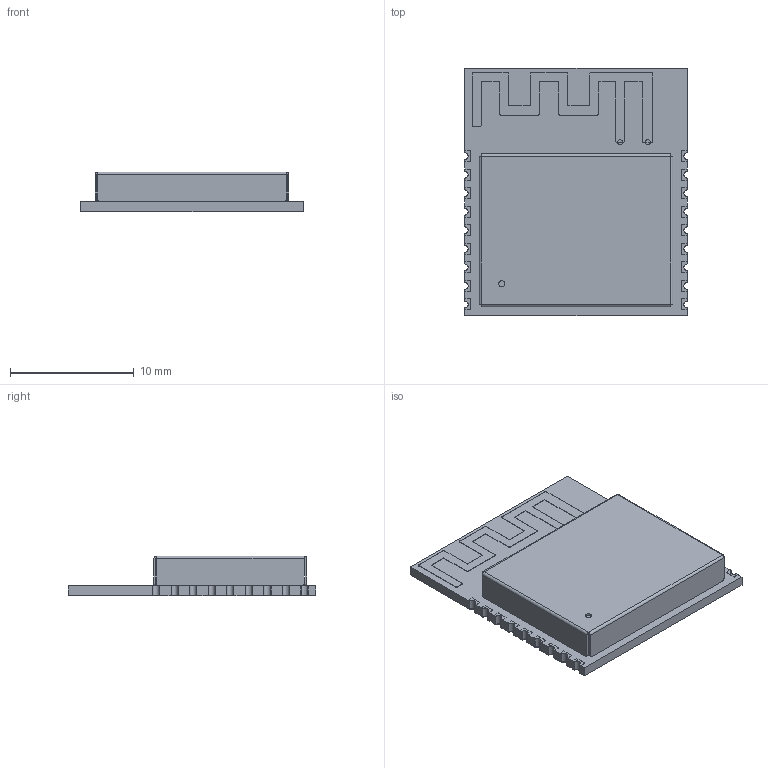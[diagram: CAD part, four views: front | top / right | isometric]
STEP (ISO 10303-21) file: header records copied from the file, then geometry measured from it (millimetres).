
FILE_DESCRIPTION (( 'STEP AP214' ), '1' );
FILE_NAME ('ESP8684-WROOM-02C_V1-20240311.STEP', '2024-03-11T09:03:24', ( 'Windows User' ), ( 'P R C' ), 'SwSTEP 2.0', 'SolidWorks 2022', '' );
FILE_SCHEMA (( 'AUTOMOTIVE_DESIGN' ));
Length unit declared in the file: millimetre
Products named in the file (30): Submodel-QFN24_0P5_4_E2P8_part_QFN24_0P5_4_E2P8; ESP32-C3-WROOM-02D_shielding_case; ESP8684-WROOM-02C_V1-20240311; Submodel-D__3D_design_ESP8684_module_Module_ESP8684-WROOM-02C_PCB_ESP8684-WROOM-02C_V1.0_20220616_PCB_3D_ImportedPartModels_XTAL3225_20210301.STEP; uid__1820; Submodel-D__3D_design_ESP8684_module_Module_ESP8684-WROOM-02C_PCB_ESP8684-WROOM-02C_V1.0_20220616_PCB_3D_ImportedPartModels_L0201_20210301.STEP; L0201_20210301.xtd; Submodel-C0402_part_C0402; ESP8684-QFN24.xtd; Submodel-C0201_part_C0201; R0201_20210301.xtd; Submodel-D__3D_design_ESP8684_module_Module_ESP8684-WROOM-02C_PCB_ESP8684-WROOM-02C_V1.0_20220616_PCB_3D_ImportedPartModels_C0402_20210301.STEP; 复件 Submodel-MINI-ANT-TYPEB_668419613_part^MINI-ANT-TYPE-B; Submodel-D__3D_design_ESP8684_module_Module_ESP8684-WROOM-02C_PCB_ESP8684-WROOM-02C_V1.0_20220616_PCB_3D_ImportedPartModels_ESP8684-QFN24.STEP; C0402_20210301.xtd; Submodel-XTAL3225_part_XTAL3225; Submodel-R0201_part_R0201; pad-0.8mm; Submodel-D__3D_design_ESP8684_module_Module_ESP8684-WROOM-02C_PCB_ESP8684-WROOM-02C_V1.0_20220616_PCB_3D_ImportedPartModels_C0201_20210301.STEP; XTAL3225_20210301.xtd; Submodel-D__3D_design_ESP8684_module_Module_ESP8684-WROOM-02C_PCB_ESP8684-WROOM-02C_V1.0_20220616_PCB_3D_ImportedPartModels_R0201_20210301.STEP; Imported; C0201_20210301.xtd; Submodel-D__3D_design_ESP8684_module_Module_ESP8684-WROOM-02C_PCB_ESP8684-WROOM-02C_V1.0_20220616_PCB_3D_ImportedPartModels_DFN1006.STEP; Submodel-L0201_part_L0201; trace_1^复件 Submodel-MINI-ANT-TYPEB_668419613_part_MINI-ANT-TYPE-B; Submodel-SOD882_part_SOD882; DesignRootModel; DFN1006.xtd; MINI-ANT-TYPE-B
Assembly tree (58 placements, depth 5):
  ESP8684-WROOM-02C_V1-20240311
    DesignRootModel
      uid__1820
      Submodel-QFN24_0P5_4_E2P8_part_QFN24_0P5_4_E2P8
        Submodel-D__3D_design_ESP8684_module_Module_ESP8684-WROOM-02C_PCB_ESP8684-WROOM-02C_V1.0_20220616_PCB_3D_ImportedPartModels_ESP8684-QFN24.STEP
          ESP8684-QFN24.xtd
      Submodel-R0201_part_R0201  x3
        Submodel-D__3D_design_ESP8684_module_Module_ESP8684-WROOM-02C_PCB_ESP8684-WROOM-02C_V1.0_20220616_PCB_3D_ImportedPartModels_R0201_20210301.STEP
          R0201_20210301.xtd
      Submodel-XTAL3225_part_XTAL3225
        Submodel-D__3D_design_ESP8684_module_Module_ESP8684-WROOM-02C_PCB_ESP8684-WROOM-02C_V1.0_20220616_PCB_3D_ImportedPartModels_XTAL3225_20210301.STEP
          XTAL3225_20210301.xtd
      Submodel-L0201_part_L0201  x2
        Submodel-D__3D_design_ESP8684_module_Module_ESP8684-WROOM-02C_PCB_ESP8684-WROOM-02C_V1.0_20220616_PCB_3D_ImportedPartModels_L0201_20210301.STEP
          L0201_20210301.xtd
      Submodel-SOD882_part_SOD882
        Submodel-D__3D_design_ESP8684_module_Module_ESP8684-WROOM-02C_PCB_ESP8684-WROOM-02C_V1.0_20220616_PCB_3D_ImportedPartModels_DFN1006.STEP
          DFN1006.xtd
      Submodel-C0402_part_C0402
        Submodel-D__3D_design_ESP8684_module_Module_ESP8684-WROOM-02C_PCB_ESP8684-WROOM-02C_V1.0_20220616_PCB_3D_ImportedPartModels_C0402_20210301.STEP
          C0402_20210301.xtd
      Submodel-C0201_part_C0201  x10
        Submodel-D__3D_design_ESP8684_module_Module_ESP8684-WROOM-02C_PCB_ESP8684-WROOM-02C_V1.0_20220616_PCB_3D_ImportedPartModels_C0201_20210301.STEP
          C0201_20210301.xtd
    Imported
    pad-0.8mm  x18
    MINI-ANT-TYPE-B
      复件 Submodel-MINI-ANT-TYPEB_668419613_part^MINI-ANT-TYPE-B
        trace_1^复件 Submodel-MINI-ANT-TYPEB_668419613_part_MINI-ANT-TYPE-B
    ESP32-C3-WROOM-02D_shielding_case
Bounding box: 18 x 20 x 3.23 mm (x, y, z)
Volume: 354.3 mm3; surface area: 1701.6 mm2
Topology: 120 solids, 121 shells, 2109 faces, 5199 edges, 3284 vertices
Faces by surface type: plane 1303, cylinder 664, bspline 142
Entity records: 59032 total; most frequent: CARTESIAN_POINT 10898, DIRECTION 6899, ORIENTED_EDGE 6710, EDGE_CURVE 3355, VECTOR 2425, LINE 2425, AXIS2_PLACEMENT_3D 2237, VERTEX_POINT 2204
